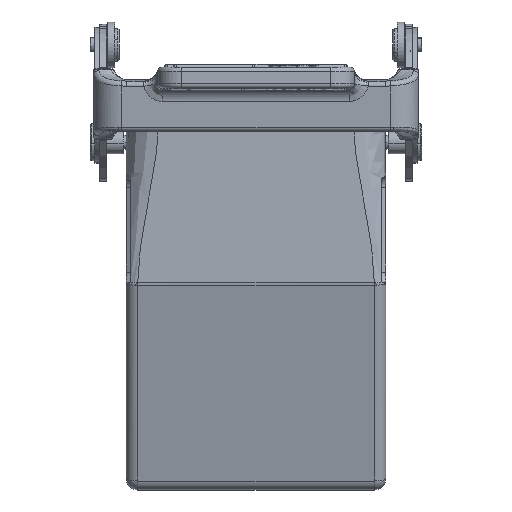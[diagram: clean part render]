
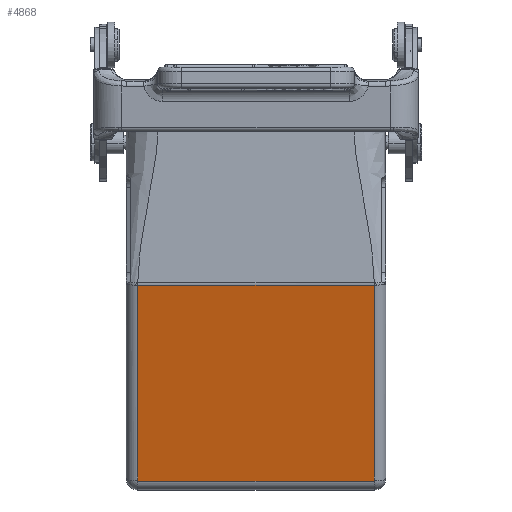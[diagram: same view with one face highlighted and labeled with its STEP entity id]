
A CAD part, left-side view. The second image highlights one B-rep face of the part: STEP entity #4868.
In plain terms, the highlighted planar face has unit normal (-0.973, 0, -0.232).
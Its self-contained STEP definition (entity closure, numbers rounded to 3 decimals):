
#4868=ADVANCED_FACE('',(#7243),#5795,.T.);
#5795=PLANE('',#31567);
#7243=FACE_OUTER_BOUND('',#9003,.T.);
#9003=EDGE_LOOP('',(#16621,#16622,#16623,#16624));
#16621=ORIENTED_EDGE('',*,*,#24711,.T.);
#16622=ORIENTED_EDGE('',*,*,#24712,.T.);
#16623=ORIENTED_EDGE('',*,*,#24713,.T.);
#16624=ORIENTED_EDGE('',*,*,#24701,.T.);
#20591=VERTEX_POINT('',#56313);
#20593=VERTEX_POINT('',#56318);
#20597=VERTEX_POINT('',#56353);
#20598=VERTEX_POINT('',#56357);
#24701=EDGE_CURVE('',#20591,#20593,#27031,.T.);
#24711=EDGE_CURVE('',#20593,#20597,#27034,.T.);
#24712=EDGE_CURVE('',#20597,#20598,#27035,.T.);
#24713=EDGE_CURVE('',#20598,#20591,#27036,.T.);
#27031=LINE('',#56319,#29167);
#27034=LINE('',#56354,#29170);
#27035=LINE('',#56356,#29171);
#27036=LINE('',#56358,#29172);
#29167=VECTOR('',#37605,1.);
#29170=VECTOR('',#37624,1.);
#29171=VECTOR('',#37627,1.);
#29172=VECTOR('',#37628,1.);
#31567=AXIS2_PLACEMENT_3D('',#56359,#37629,#37630);
#37605=DIRECTION('',(0.,-1.,0.));
#37624=DIRECTION('',(-0.232,0.,0.973));
#37627=DIRECTION('',(0.,1.,0.));
#37628=DIRECTION('',(0.232,0.,-0.973));
#37629=DIRECTION('',(-0.973,0.,-0.232));
#37630=DIRECTION('',(-0.232,0.,0.973));
#56313=CARTESIAN_POINT('',(-30.958,25.25,-77.08));
#56318=CARTESIAN_POINT('',(-30.958,-25.25,-77.08));
#56319=CARTESIAN_POINT('',(-30.958,25.25,-77.08));
#56353=CARTESIAN_POINT('',(-40.932,-25.25,-35.286));
#56354=CARTESIAN_POINT('',(-30.958,-25.25,-77.08));
#56356=CARTESIAN_POINT('',(-40.932,-25.25,-35.286));
#56357=CARTESIAN_POINT('',(-40.932,25.25,-35.286));
#56358=CARTESIAN_POINT('',(-40.932,25.25,-35.286));
#56359=CARTESIAN_POINT('',(-30.5,-28.,-79.));
